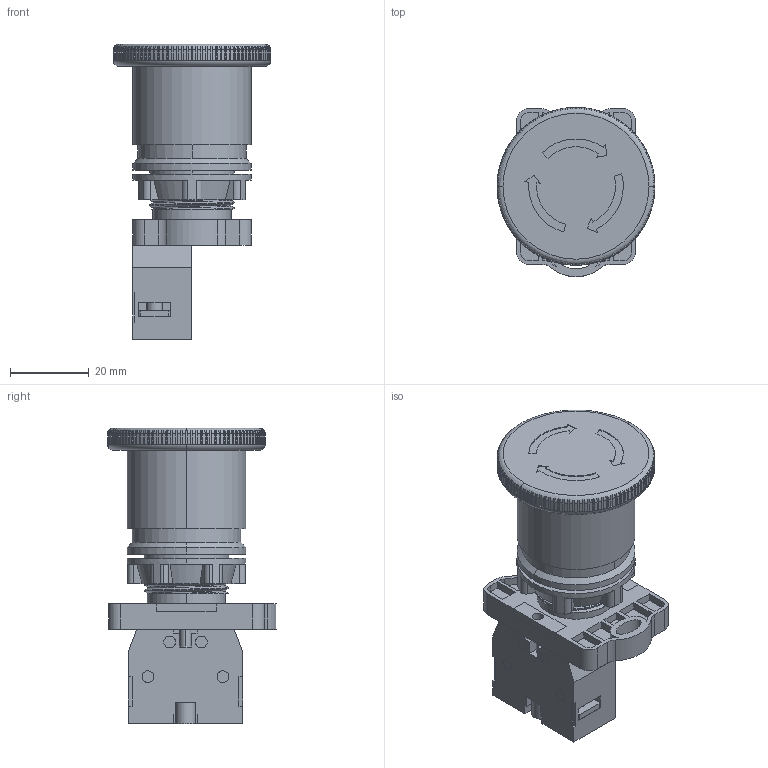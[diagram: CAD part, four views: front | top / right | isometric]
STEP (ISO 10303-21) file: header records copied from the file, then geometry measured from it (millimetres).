
FILE_DESCRIPTION (( 'STEP AP214' ), '1' );
FILE_NAME ('40旋转急停钮（经济））-单下座.STEP', '2023-03-13T17:13:36', ( 'China' ), ( 'Home' ), 'SwSTEP 2.0', 'SolidWorks 2017', '' );
FILE_SCHEMA (( 'AUTOMOTIVE_DESIGN' ));
Length unit declared in the file: millimetre
Products named in the file (1): 40旋转急停钮（经济））-单下座
Bounding box: 40 x 42.82 x 75 mm (x, y, z)
Volume: 47369.2 mm3; surface area: 16391.2 mm2
Topology: 7 solids, 7 shells, 839 faces, 2174 edges, 1382 vertices
Faces by surface type: plane 609, cylinder 208, bspline 9, cone 9, torus 4
Entity records: 34269 total; most frequent: CARTESIAN_POINT 7396, ORIENTED_EDGE 4348, DIRECTION 4002, EDGE_CURVE 2174, VERTEX_POINT 1382, AXIS2_PLACEMENT_3D 1361, LINE 1280, VECTOR 1280
